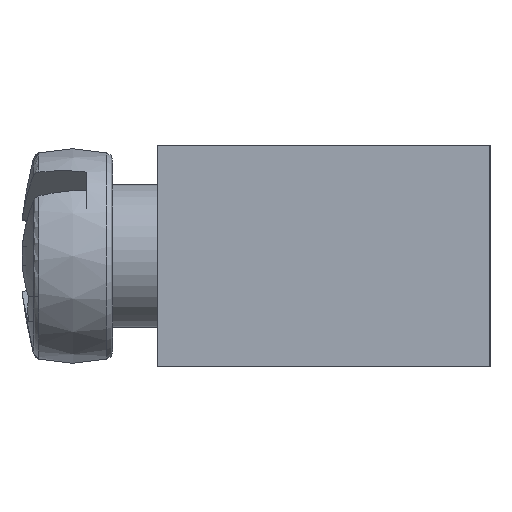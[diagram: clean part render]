
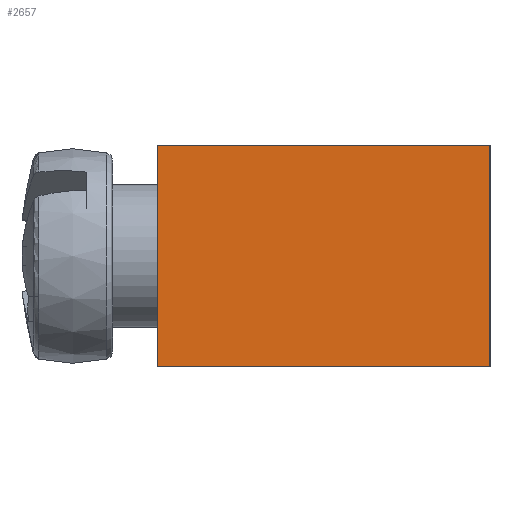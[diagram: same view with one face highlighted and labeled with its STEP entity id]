
A CAD part, left-side view. The second image highlights one B-rep face of the part: STEP entity #2657.
In plain terms, the highlighted planar face has unit normal (-1, 0, 0).
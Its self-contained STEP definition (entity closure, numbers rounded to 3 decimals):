
#151=LINE('',#4344,#185);
#153=LINE('',#4411,#187);
#158=LINE('',#5336,#192);
#159=LINE('',#5338,#193);
#185=VECTOR('',#3126,9.);
#187=VECTOR('',#3192,9.);
#192=VECTOR('',#3629,6.);
#193=VECTOR('',#3632,6.);
#220=PLANE('',#2967);
#861=FACE_OUTER_BOUND('',#1228,.T.);
#1228=EDGE_LOOP('',(#2174,#2175,#2176,#2177));
#1358=VERTEX_POINT('',#4337);
#1361=VERTEX_POINT('',#4342);
#1393=VERTEX_POINT('',#4408);
#1394=VERTEX_POINT('',#4410);
#1596=EDGE_CURVE('',#1361,#1358,#151,.T.);
#1628=EDGE_CURVE('',#1393,#1394,#153,.T.);
#1758=EDGE_CURVE('',#1394,#1361,#158,.T.);
#1759=EDGE_CURVE('',#1358,#1393,#159,.T.);
#2174=ORIENTED_EDGE('',*,*,#1758,.F.);
#2175=ORIENTED_EDGE('',*,*,#1628,.F.);
#2176=ORIENTED_EDGE('',*,*,#1759,.F.);
#2177=ORIENTED_EDGE('',*,*,#1596,.F.);
#2657=ADVANCED_FACE('',(#861),#220,.T.);
#2967=AXIS2_PLACEMENT_3D('',#5337,#3630,#3631);
#3126=DIRECTION('',(0.,1.,0.));
#3192=DIRECTION('',(0.,-1.,0.));
#3629=DIRECTION('',(0.,0.,-1.));
#3630=DIRECTION('center_axis',(-1.,0.,0.));
#3631=DIRECTION('ref_axis',(0.,-1.,0.));
#3632=DIRECTION('',(0.,0.,1.));
#4337=CARTESIAN_POINT('',(-100.,4.5,-3.));
#4342=CARTESIAN_POINT('',(-100.,-4.5,-3.));
#4344=CARTESIAN_POINT('',(-100.,-4.5,-3.));
#4408=CARTESIAN_POINT('',(-100.,4.5,3.));
#4410=CARTESIAN_POINT('',(-100.,-4.5,3.));
#4411=CARTESIAN_POINT('',(-100.,-4.5,3.));
#5336=CARTESIAN_POINT('',(-100.,-4.5,0.));
#5337=CARTESIAN_POINT('Origin',(-100.,4.5,0.));
#5338=CARTESIAN_POINT('',(-100.,4.5,0.));
